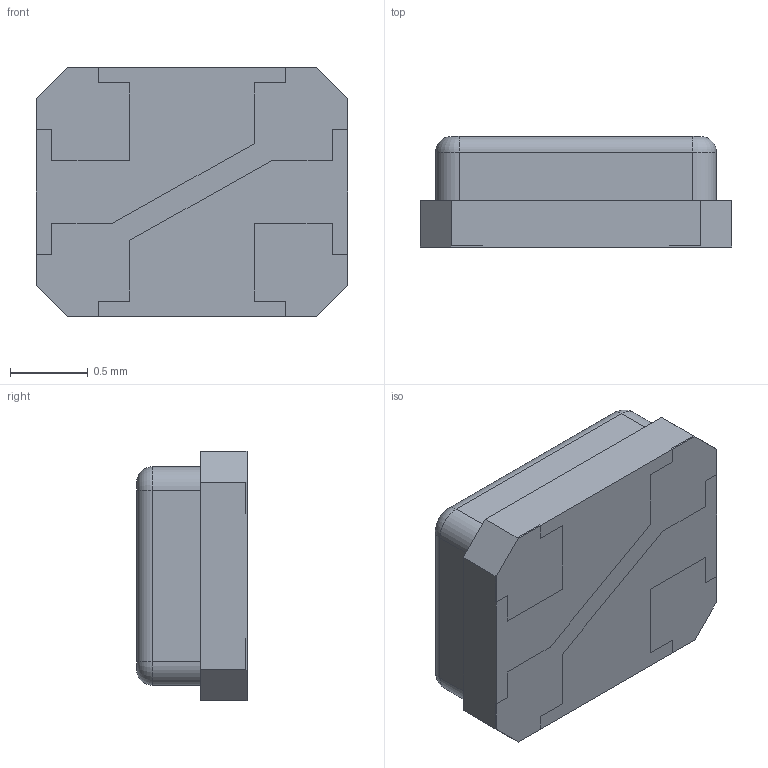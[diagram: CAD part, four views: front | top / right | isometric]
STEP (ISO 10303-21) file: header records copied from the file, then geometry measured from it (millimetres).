
FILE_DESCRIPTION (( 'STEP AP214' ), '1' );
FILE_NAME ('XRCGB27M120F3A00R0.STEP', '2018-07-16T07:48:24', ( '' ), ( '' ), 'SwSTEP 2.0', 'SolidWorks 2017', '' );
FILE_SCHEMA (( 'AUTOMOTIVE_DESIGN' ));
Length unit declared in the file: millimetre
Products named in the file (1): XRCGB27M120F3A00R0
Bounding box: 2 x 0.71 x 1.6 mm (x, y, z)
Volume: 1.9 mm3; surface area: 19.6 mm2
Topology: 5 solids, 5 shells, 126 faces, 332 edges, 216 vertices
Faces by surface type: plane 114, cylinder 8, torus 4
Entity records: 3878 total; most frequent: CARTESIAN_POINT 675, ORIENTED_EDGE 664, DIRECTION 606, EDGE_CURVE 332, VECTOR 312, LINE 312, VERTEX_POINT 216, AXIS2_PLACEMENT_3D 147
